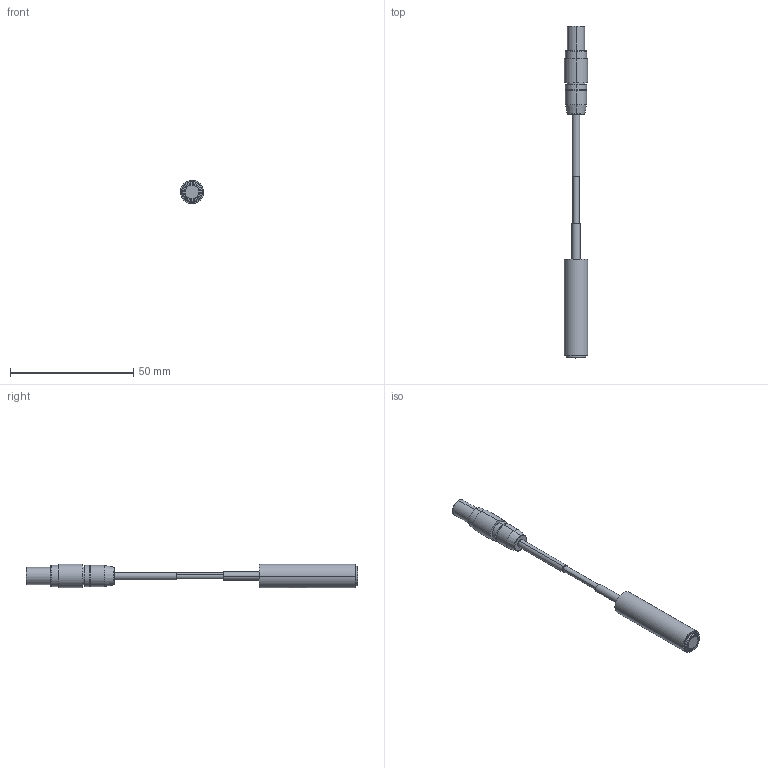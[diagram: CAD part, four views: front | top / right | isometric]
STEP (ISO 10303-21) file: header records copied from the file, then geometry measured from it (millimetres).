
FILE_DESCRIPTION (( 'STEP AP214' ), '1' );
FILE_NAME ('P016-8910.001 C9.5-5.6 Probe.STEP', '2012-02-24T14:46:19', ( ' ' ), ( ' ' ), 'SwSTEP 2.0', 'SolidWorks 2010', '' );
FILE_SCHEMA (( 'AUTOMOTIVE_DESIGN' ));
Length unit declared in the file: millimetre
Products named in the file (1): P016-8910.001 C9.5-5.6 Probe
Bounding box: 9.48 x 134.49 x 9.5 mm (x, y, z)
Surface area: 4553.6 mm2 (no closed solid volume)
Topology: 0 solids, 7 shells, 64 faces, 140 edges, 92 vertices
Faces by surface type: cylinder 34, plane 16, torus 10, cone 4
Entity records: 2583 total; most frequent: CARTESIAN_POINT 369, DIRECTION 364, ORIENTED_EDGE 254, AXIS2_PLACEMENT_3D 163, EDGE_CURVE 140, CIRCLE 98, VERTEX_POINT 92, EDGE_LOOP 79
